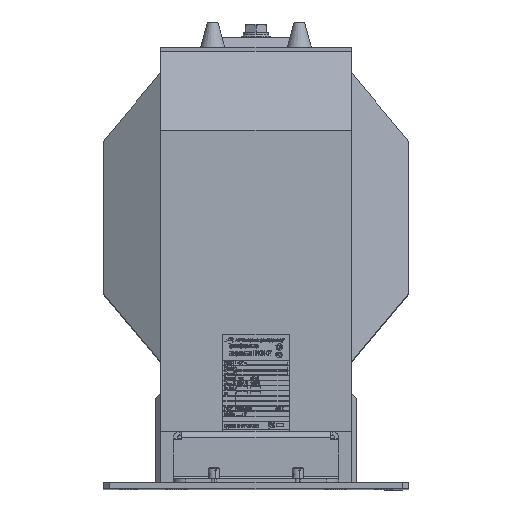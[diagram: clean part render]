
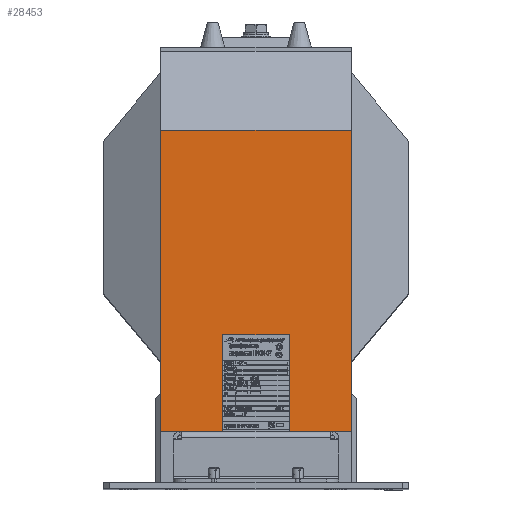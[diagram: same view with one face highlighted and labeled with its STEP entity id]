
A CAD part, top view. The second image highlights one B-rep face of the part: STEP entity #28453.
In plain terms, the highlighted face is planar.
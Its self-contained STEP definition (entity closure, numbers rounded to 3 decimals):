
#7291 = EDGE_LOOP ( 'NONE', ( #134996, #33054, #21942, #51174, #33427, #11880, #15907, #128785 ) ) ;
#7401 = VECTOR ( 'NONE', #113808, 1000. ) ;
#9532 = DIRECTION ( 'NONE',  ( 0., -1., 0. ) ) ;
#9586 = CARTESIAN_POINT ( 'NONE',  ( -205., 276.969, -75. ) ) ;
#10654 = CARTESIAN_POINT ( 'NONE',  ( -205., 276.969, 75. ) ) ;
#11643 = DIRECTION ( 'NONE',  ( 0., 0., -1. ) ) ;
#11880 = ORIENTED_EDGE ( 'NONE', *, *, #45883, .F. ) ;
#13526 = VERTEX_POINT ( 'NONE', #158537 ) ;
#15194 = CARTESIAN_POINT ( 'NONE',  ( -205., 116., -26. ) ) ;
#15907 = ORIENTED_EDGE ( 'NONE', *, *, #29953, .F. ) ;
#17215 = VERTEX_POINT ( 'NONE', #22496 ) ;
#17903 = EDGE_CURVE ( 'NONE', #107224, #17215, #131804, .T. ) ;
#21942 = ORIENTED_EDGE ( 'NONE', *, *, #183709, .F. ) ;
#22496 = CARTESIAN_POINT ( 'NONE',  ( -205., 40., -75. ) ) ;
#24333 = LINE ( 'NONE', #156644, #99661 ) ;
#28453 = ADVANCED_FACE ( 'NONE', ( #68001 ), #148328, .T. ) ;
#28942 = LINE ( 'NONE', #137057, #175213 ) ;
#29414 = DIRECTION ( 'NONE',  ( 0., 0., -1. ) ) ;
#29953 = EDGE_CURVE ( 'NONE', #110727, #79283, #45012, .T. ) ;
#33054 = ORIENTED_EDGE ( 'NONE', *, *, #170984, .F. ) ;
#33427 = ORIENTED_EDGE ( 'NONE', *, *, #42276, .F. ) ;
#34987 = CARTESIAN_POINT ( 'NONE',  ( -205., 276.969, -75. ) ) ;
#35192 = LINE ( 'NONE', #10654, #110518 ) ;
#38963 = AXIS2_PLACEMENT_3D ( 'NONE', #34987, #119841, #162600 ) ;
#39190 = CARTESIAN_POINT ( 'NONE',  ( -205., 276.969, -75. ) ) ;
#42276 = EDGE_CURVE ( 'NONE', #13526, #127862, #28942, .T. ) ;
#45012 = LINE ( 'NONE', #128017, #7401 ) ;
#45883 = EDGE_CURVE ( 'NONE', #79283, #13526, #35192, .T. ) ;
#46105 = CARTESIAN_POINT ( 'NONE',  ( -205., 276.969, 75. ) ) ;
#51174 = ORIENTED_EDGE ( 'NONE', *, *, #98918, .F. ) ;
#52929 = CARTESIAN_POINT ( 'NONE',  ( -205., 116., 26. ) ) ;
#54684 = LINE ( 'NONE', #39190, #129931 ) ;
#67220 = CARTESIAN_POINT ( 'NONE',  ( -205., 40., -26. ) ) ;
#68001 = FACE_OUTER_BOUND ( 'NONE', #7291, .T. ) ;
#75657 = LINE ( 'NONE', #52929, #146510 ) ;
#79283 = VERTEX_POINT ( 'NONE', #46105 ) ;
#80172 = VECTOR ( 'NONE', #29414, 1000. ) ;
#82237 = CARTESIAN_POINT ( 'NONE',  ( -205., 40., -75. ) ) ;
#86506 = CARTESIAN_POINT ( 'NONE',  ( -205., 116., 26. ) ) ;
#95023 = DIRECTION ( 'NONE',  ( 0., 0., -1. ) ) ;
#96733 = VERTEX_POINT ( 'NONE', #86506 ) ;
#98918 = EDGE_CURVE ( 'NONE', #127862, #96733, #75657, .T. ) ;
#99661 = VECTOR ( 'NONE', #170254, 1000. ) ;
#107224 = VERTEX_POINT ( 'NONE', #67220 ) ;
#109739 = DIRECTION ( 'NONE',  ( 0., -1., 0. ) ) ;
#110518 = VECTOR ( 'NONE', #109739, 1000. ) ;
#110727 = VERTEX_POINT ( 'NONE', #9586 ) ;
#113808 = DIRECTION ( 'NONE',  ( 0., 0., 1. ) ) ;
#117811 = LINE ( 'NONE', #15194, #80172 ) ;
#119841 = DIRECTION ( 'NONE',  ( -1., 0., 0. ) ) ;
#127862 = VERTEX_POINT ( 'NONE', #163740 ) ;
#128017 = CARTESIAN_POINT ( 'NONE',  ( -205., 276.969, -75. ) ) ;
#128785 = ORIENTED_EDGE ( 'NONE', *, *, #167771, .T. ) ;
#129931 = VECTOR ( 'NONE', #9532, 1000. ) ;
#131804 = LINE ( 'NONE', #82237, #169462 ) ;
#134996 = ORIENTED_EDGE ( 'NONE', *, *, #17903, .F. ) ;
#137057 = CARTESIAN_POINT ( 'NONE',  ( -205., 40., 26. ) ) ;
#137688 = DIRECTION ( 'NONE',  ( 0., 1., 0. ) ) ;
#143522 = CARTESIAN_POINT ( 'NONE',  ( -205., 116., -26. ) ) ;
#146510 = VECTOR ( 'NONE', #137688, 1000. ) ;
#148328 = PLANE ( 'NONE',  #38963 ) ;
#156644 = CARTESIAN_POINT ( 'NONE',  ( -205., 40., -26. ) ) ;
#158537 = CARTESIAN_POINT ( 'NONE',  ( -205., 40., 75. ) ) ;
#158990 = VERTEX_POINT ( 'NONE', #143522 ) ;
#162600 = DIRECTION ( 'NONE',  ( 0., 0., 1. ) ) ;
#163740 = CARTESIAN_POINT ( 'NONE',  ( -205., 40., 26. ) ) ;
#167771 = EDGE_CURVE ( 'NONE', #110727, #17215, #54684, .T. ) ;
#169462 = VECTOR ( 'NONE', #11643, 1000. ) ;
#170254 = DIRECTION ( 'NONE',  ( 0., -1., 0. ) ) ;
#170984 = EDGE_CURVE ( 'NONE', #158990, #107224, #24333, .T. ) ;
#175213 = VECTOR ( 'NONE', #95023, 1000. ) ;
#183709 = EDGE_CURVE ( 'NONE', #96733, #158990, #117811, .T. ) ;
